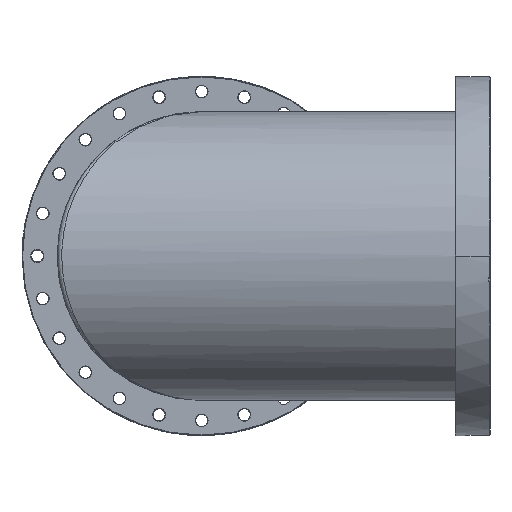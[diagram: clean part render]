
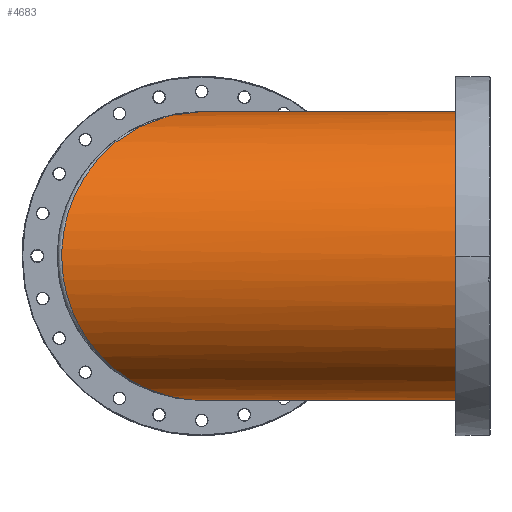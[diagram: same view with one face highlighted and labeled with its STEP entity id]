
A CAD part, left-side view. The second image highlights one B-rep face of the part: STEP entity #4683.
In plain terms, the highlighted cylindrical face has radius 101.6 mm (diameter 203.2 mm), a partial arc.
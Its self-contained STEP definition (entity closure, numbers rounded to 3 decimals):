
#180 = EDGE_LOOP ( 'NONE', ( #5214, #2977, #783, #3943 ) ) ;
#254 = CARTESIAN_POINT ( 'NONE',  ( 0., 0., -101.6 ) ) ;
#354 = CARTESIAN_POINT ( 'NONE',  ( 0., 0., 101.6 ) ) ;
#356 = EDGE_CURVE ( 'NONE', #2282, #3905, #4707, .T. ) ;
#783 = ORIENTED_EDGE ( 'NONE', *, *, #3541, .T. ) ;
#812 = DIRECTION ( 'NONE',  ( 0., 0., -1. ) ) ;
#930 = CARTESIAN_POINT ( 'NONE',  ( 0., 0., 0. ) ) ;
#1077 = LINE ( 'NONE', #1403, #5254 ) ;
#1166 = CARTESIAN_POINT ( 'NONE',  ( 0., 190.5, 101.6 ) ) ;
#1209 = CARTESIAN_POINT ( 'NONE',  ( 0., 477.868, -101.6 ) ) ;
#1232 = CARTESIAN_POINT ( 'NONE',  ( 0., 477.868, 0. ) ) ;
#1348 = EDGE_CURVE ( 'NONE', #2282, #2936, #1077, .T. ) ;
#1352 = DIRECTION ( 'NONE',  ( 0., 0., 1. ) ) ;
#1403 = CARTESIAN_POINT ( 'NONE',  ( 0., 477.868, 101.6 ) ) ;
#1633 = DIRECTION ( 'NONE',  ( 0., -1., 0. ) ) ;
#2062 = AXIS2_PLACEMENT_3D ( 'NONE', #930, #3769, #1352 ) ;
#2282 = VERTEX_POINT ( 'NONE', #1166 ) ;
#2403 = CIRCLE ( 'NONE', #2062, 101.6 ) ;
#2521 = LINE ( 'NONE', #1209, #4430 ) ;
#2819 = DIRECTION ( 'NONE',  ( 0., -1., 0. ) ) ;
#2936 = VERTEX_POINT ( 'NONE', #354 ) ;
#2977 = ORIENTED_EDGE ( 'NONE', *, *, #356, .T. ) ;
#3134 = EDGE_CURVE ( 'NONE', #4515, #2936, #2403, .T. ) ;
#3163 = FACE_OUTER_BOUND ( 'NONE', #180, .T. ) ;
#3424 = CARTESIAN_POINT ( 'NONE',  ( -203.2, 387.7, 101.6 ) ) ;
#3541 = EDGE_CURVE ( 'NONE', #3905, #4515, #2521, .T. ) ;
#3769 = DIRECTION ( 'NONE',  ( 0., 1., 0. ) ) ;
#3905 = VERTEX_POINT ( 'NONE', #5106 ) ;
#3943 = ORIENTED_EDGE ( 'NONE', *, *, #3134, .T. ) ;
#4222 = DIRECTION ( 'NONE',  ( 0., -1., 0. ) ) ;
#4430 = VECTOR ( 'NONE', #2819, 1000. ) ;
#4515 = VERTEX_POINT ( 'NONE', #254 ) ;
#4683 = ADVANCED_FACE ( 'NONE', ( #3163 ), #5200, .T. ) ;
#4707 =( BOUNDED_CURVE ( )  B_SPLINE_CURVE ( 3, ( #5118, #3424, #4918, #4893 ),
 .UNSPECIFIED., .F., .T. ) 
 B_SPLINE_CURVE_WITH_KNOTS ( ( 4, 4 ),
 ( 1.571, 4.712 ),
 .UNSPECIFIED. ) 
 CURVE ( )  GEOMETRIC_REPRESENTATION_ITEM ( )  RATIONAL_B_SPLINE_CURVE ( ( 1., 0.333, 0.333, 1. ) ) 
 REPRESENTATION_ITEM ( '' )  );
#4742 = AXIS2_PLACEMENT_3D ( 'NONE', #1232, #1633, #812 ) ;
#4893 = CARTESIAN_POINT ( 'NONE',  ( 0., 190.5, -101.6 ) ) ;
#4918 = CARTESIAN_POINT ( 'NONE',  ( -203.2, 387.7, -101.6 ) ) ;
#5106 = CARTESIAN_POINT ( 'NONE',  ( 0., 190.5, -101.6 ) ) ;
#5118 = CARTESIAN_POINT ( 'NONE',  ( 0., 190.5, 101.6 ) ) ;
#5200 = CYLINDRICAL_SURFACE ( 'NONE', #4742, 101.6 ) ;
#5214 = ORIENTED_EDGE ( 'NONE', *, *, #1348, .F. ) ;
#5254 = VECTOR ( 'NONE', #4222, 1000. ) ;
